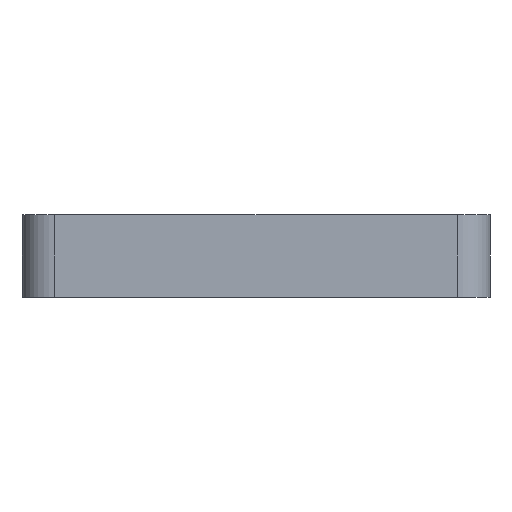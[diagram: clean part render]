
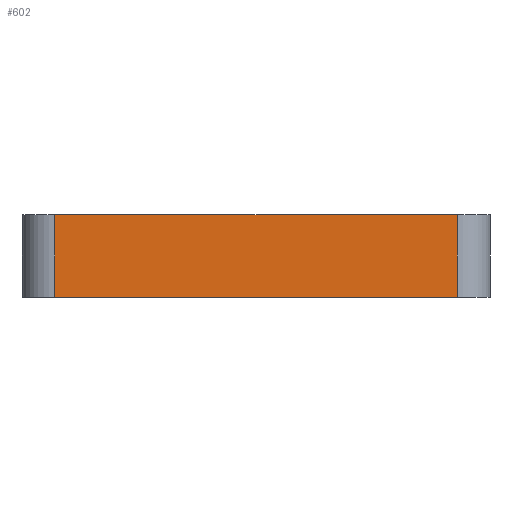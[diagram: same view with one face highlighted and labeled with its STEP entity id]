
A CAD part, front view. The second image highlights one B-rep face of the part: STEP entity #602.
In plain terms, the highlighted planar face has unit normal (0, -1, 0).
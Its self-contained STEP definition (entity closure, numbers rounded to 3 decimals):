
#39=PLANE('',#687);
#69=FACE_OUTER_BOUND('',#106,.T.);
#106=EDGE_LOOP('',(#530,#531,#532,#533));
#153=LINE('',#1009,#205);
#163=LINE('',#1035,#215);
#164=LINE('',#1038,#216);
#165=LINE('',#1039,#217);
#205=VECTOR('',#832,10.);
#215=VECTOR('',#860,10.);
#216=VECTOR('',#863,10.);
#217=VECTOR('',#864,10.);
#291=VERTEX_POINT('',#995);
#297=VERTEX_POINT('',#1007);
#304=VERTEX_POINT('',#1033);
#305=VERTEX_POINT('',#1037);
#373=EDGE_CURVE('',#291,#297,#153,.T.);
#386=EDGE_CURVE('',#297,#304,#163,.T.);
#387=EDGE_CURVE('',#305,#304,#164,.T.);
#388=EDGE_CURVE('',#291,#305,#165,.T.);
#530=ORIENTED_EDGE('',*,*,#373,.T.);
#531=ORIENTED_EDGE('',*,*,#386,.T.);
#532=ORIENTED_EDGE('',*,*,#387,.F.);
#533=ORIENTED_EDGE('',*,*,#388,.F.);
#602=ADVANCED_FACE('',(#69),#39,.T.);
#687=AXIS2_PLACEMENT_3D('',#1036,#861,#862);
#832=DIRECTION('',(1.,0.,0.));
#860=DIRECTION('',(0.,0.,1.));
#861=DIRECTION('center_axis',(0.,-1.,0.));
#862=DIRECTION('ref_axis',(1.,0.,0.));
#863=DIRECTION('',(1.,0.,0.));
#864=DIRECTION('',(0.,0.,1.));
#995=CARTESIAN_POINT('',(-39.,-55.,0.));
#1007=CARTESIAN_POINT('',(-14.5,-55.,0.));
#1009=CARTESIAN_POINT('',(-39.,-55.,0.));
#1033=CARTESIAN_POINT('',(-14.5,-55.,5.));
#1035=CARTESIAN_POINT('',(-14.5,-55.,0.));
#1036=CARTESIAN_POINT('Origin',(-39.,-55.,0.));
#1037=CARTESIAN_POINT('',(-39.,-55.,5.));
#1038=CARTESIAN_POINT('',(-39.,-55.,5.));
#1039=CARTESIAN_POINT('',(-39.,-55.,0.));
